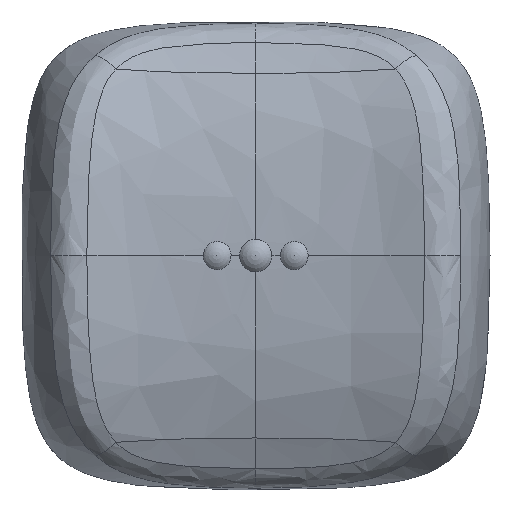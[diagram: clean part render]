
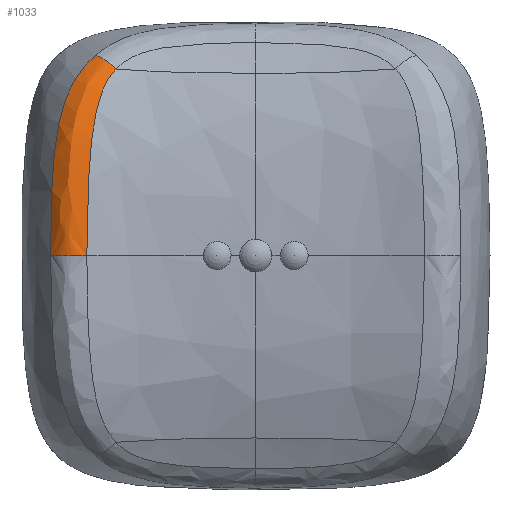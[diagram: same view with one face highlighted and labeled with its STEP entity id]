
A CAD part, top view. The second image highlights one B-rep face of the part: STEP entity #1033.
In plain terms, the highlighted free-form (B-spline) face has degree [3, 3] with [5, 7] control points.
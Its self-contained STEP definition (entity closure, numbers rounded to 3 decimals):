
#37=B_SPLINE_SURFACE_WITH_KNOTS('',3,3,((#13379,#13380,#13381,#13382,#13383,
#13384,#13385),(#13386,#13387,#13388,#13389,#13390,#13391,#13392),(#13393,
#13394,#13395,#13396,#13397,#13398,#13399),(#13400,#13401,#13402,#13403,
#13404,#13405,#13406),(#13407,#13408,#13409,#13410,#13411,#13412,#13413)),
 .UNSPECIFIED.,.F.,.F.,.F.,(4,1,4),(4,1,1,1,4),(0.,0.5,1.),(0.,0.307,
0.511,0.613,0.715),.UNSPECIFIED.);
#56=B_SPLINE_CURVE_WITH_KNOTS('',3,(#2658,#2659,#2660,#2661,#2662,#2663,
#2664),.UNSPECIFIED.,.F.,.F.,(4,1,1,1,4),(0.,0.307,0.511,
0.613,0.715),.UNSPECIFIED.);
#83=B_SPLINE_CURVE_WITH_KNOTS('',3,(#13266,#13267,#13268,#13269,#13270,
#13271,#13272),.UNSPECIFIED.,.F.,.F.,(4,1,1,1,4),(-0.715,-0.613,
-0.511,-0.307,0.),.UNSPECIFIED.);
#174=FACE_OUTER_BOUND('',#243,.T.);
#243=EDGE_LOOP('',(#924,#925,#926,#927));
#295=CIRCLE('',#1125,1.26);
#296=CIRCLE('',#1126,1.26);
#469=VERTEX_POINT('',#2647);
#470=VERTEX_POINT('',#2657);
#495=VERTEX_POINT('',#13256);
#496=VERTEX_POINT('',#13265);
#597=EDGE_CURVE('',#470,#469,#56,.T.);
#636=EDGE_CURVE('',#496,#495,#83,.T.);
#643=EDGE_CURVE('',#470,#495,#295,.T.);
#644=EDGE_CURVE('',#469,#496,#296,.T.);
#924=ORIENTED_EDGE('',*,*,#644,.T.);
#925=ORIENTED_EDGE('',*,*,#636,.T.);
#926=ORIENTED_EDGE('',*,*,#643,.F.);
#927=ORIENTED_EDGE('',*,*,#597,.T.);
#1033=ADVANCED_FACE('',(#174),#37,.F.);
#1125=AXIS2_PLACEMENT_3D('',#13378,#1347,#1348);
#1126=AXIS2_PLACEMENT_3D('',#13414,#1349,#1350);
#1347=DIRECTION('center_axis',(0.,-1.,
0.));
#1348=DIRECTION('ref_axis',(0.293,0.,0.956));
#1349=DIRECTION('center_axis',(-0.685,-0.606,0.404));
#1350=DIRECTION('ref_axis',(0.213,0.365,0.907));
#2647=CARTESIAN_POINT('',(-5.372,7.167,4.215));
#2657=CARTESIAN_POINT('',(-6.484,0.,5.536));
#2658=CARTESIAN_POINT('Ctrl Pts',(-6.484,0.,
5.536));
#2659=CARTESIAN_POINT('Ctrl Pts',(-6.484,1.045,5.536));
#2660=CARTESIAN_POINT('Ctrl Pts',(-6.451,2.802,5.487));
#2661=CARTESIAN_POINT('Ctrl Pts',(-6.275,4.973,5.121));
#2662=CARTESIAN_POINT('Ctrl Pts',(-5.927,6.344,4.658));
#2663=CARTESIAN_POINT('Ctrl Pts',(-5.587,6.924,4.363));
#2664=CARTESIAN_POINT('Ctrl Pts',(-5.372,7.167,4.215));
#13256=CARTESIAN_POINT('',(-7.877,0.,5.065));
#13265=CARTESIAN_POINT('',(-6.158,7.689,3.669));
#13266=CARTESIAN_POINT('Ctrl Pts',(-6.158,7.689,3.669));
#13267=CARTESIAN_POINT('Ctrl Pts',(-6.486,7.404,3.854));
#13268=CARTESIAN_POINT('Ctrl Pts',(-7.068,6.667,4.197));
#13269=CARTESIAN_POINT('Ctrl Pts',(-7.639,5.055,4.631));
#13270=CARTESIAN_POINT('Ctrl Pts',(-7.848,2.821,4.997));
#13271=CARTESIAN_POINT('Ctrl Pts',(-7.877,1.059,5.065));
#13272=CARTESIAN_POINT('Ctrl Pts',(-7.877,0.,
5.065));
#13378=CARTESIAN_POINT('Origin',(-6.853,0.,4.332));
#13379=CARTESIAN_POINT('Ctrl Pts',(-6.484,0.,
5.536));
#13380=CARTESIAN_POINT('Ctrl Pts',(-6.484,1.045,5.536));
#13381=CARTESIAN_POINT('Ctrl Pts',(-6.451,2.802,5.487));
#13382=CARTESIAN_POINT('Ctrl Pts',(-6.275,4.973,5.121));
#13383=CARTESIAN_POINT('Ctrl Pts',(-5.927,6.344,4.658));
#13384=CARTESIAN_POINT('Ctrl Pts',(-5.587,6.924,4.363));
#13385=CARTESIAN_POINT('Ctrl Pts',(-5.372,7.167,4.215));
#13386=CARTESIAN_POINT('Ctrl Pts',(-6.734,0.,
5.613));
#13387=CARTESIAN_POINT('Ctrl Pts',(-6.734,1.051,5.613));
#13388=CARTESIAN_POINT('Ctrl Pts',(-6.703,2.817,5.564));
#13389=CARTESIAN_POINT('Ctrl Pts',(-6.52,5.026,5.185));
#13390=CARTESIAN_POINT('Ctrl Pts',(-6.124,6.447,4.681));
#13391=CARTESIAN_POINT('Ctrl Pts',(-5.738,7.05,4.355));
#13392=CARTESIAN_POINT('Ctrl Pts',(-5.503,7.3,4.193));
#13393=CARTESIAN_POINT('Ctrl Pts',(-7.283,0.,
5.605));
#13394=CARTESIAN_POINT('Ctrl Pts',(-7.283,1.061,5.605));
#13395=CARTESIAN_POINT('Ctrl Pts',(-7.257,2.837,5.551));
#13396=CARTESIAN_POINT('Ctrl Pts',(-7.056,5.102,5.158));
#13397=CARTESIAN_POINT('Ctrl Pts',(-6.547,6.618,4.619));
#13398=CARTESIAN_POINT('Ctrl Pts',(-6.062,7.271,4.252));
#13399=CARTESIAN_POINT('Ctrl Pts',(-5.783,7.534,4.07));
#13400=CARTESIAN_POINT('Ctrl Pts',(-7.725,0.,
5.278));
#13401=CARTESIAN_POINT('Ctrl Pts',(-7.725,1.061,5.278));
#13402=CARTESIAN_POINT('Ctrl Pts',(-7.698,2.83,5.215));
#13403=CARTESIAN_POINT('Ctrl Pts',(-7.488,5.085,4.837));
#13404=CARTESIAN_POINT('Ctrl Pts',(-6.919,6.673,4.359));
#13405=CARTESIAN_POINT('Ctrl Pts',(-6.36,7.382,4.003));
#13406=CARTESIAN_POINT('Ctrl Pts',(-6.045,7.66,3.816));
#13407=CARTESIAN_POINT('Ctrl Pts',(-7.877,0.,
5.065));
#13408=CARTESIAN_POINT('Ctrl Pts',(-7.877,1.059,5.065));
#13409=CARTESIAN_POINT('Ctrl Pts',(-7.848,2.821,4.997));
#13410=CARTESIAN_POINT('Ctrl Pts',(-7.639,5.055,4.631));
#13411=CARTESIAN_POINT('Ctrl Pts',(-7.068,6.667,4.197));
#13412=CARTESIAN_POINT('Ctrl Pts',(-6.486,7.404,3.854));
#13413=CARTESIAN_POINT('Ctrl Pts',(-6.158,7.689,3.669));
#13414=CARTESIAN_POINT('Origin',(-5.64,6.707,3.073));
